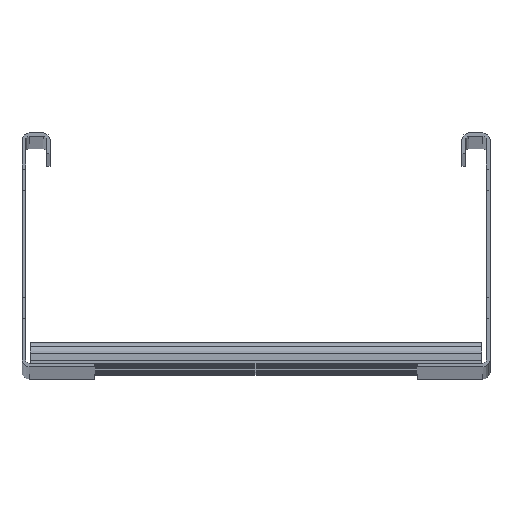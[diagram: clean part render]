
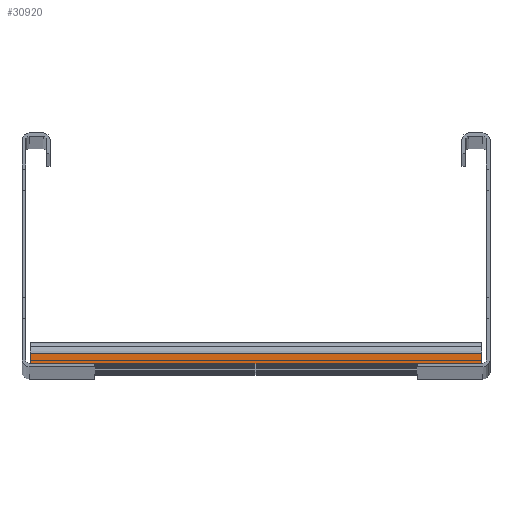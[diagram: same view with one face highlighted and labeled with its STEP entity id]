
A CAD part, top view. The second image highlights one B-rep face of the part: STEP entity #30920.
In plain terms, the highlighted planar face has unit normal (0, 0, 1).
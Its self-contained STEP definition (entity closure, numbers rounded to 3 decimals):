
#2191=DIRECTION('',(1.,0.,0.));
#2192=VECTOR('',#2191,27.5);
#2193=CARTESIAN_POINT('',(69.,-48.5,1367.5));
#2194=LINE('',#2193,#2192);
#3127=DIRECTION('',(-1.,0.,0.));
#3128=VECTOR('',#3127,27.5);
#3129=CARTESIAN_POINT('',(-69.,-48.5,1367.5));
#3130=LINE('',#3129,#3128);
#9323=DIRECTION('',(1.,0.,0.));
#9324=VECTOR('',#9323,138.);
#9325=CARTESIAN_POINT('',(-69.,-48.5,1367.5));
#9326=LINE('',#9325,#9324);
#9327=DIRECTION('',(1.,0.,0.));
#9328=VECTOR('',#9327,193.);
#9329=CARTESIAN_POINT('',(-96.5,-44.,1367.5));
#9330=LINE('',#9329,#9328);
#9387=DIRECTION('',(0.,-1.,0.));
#9388=VECTOR('',#9387,4.5);
#9389=CARTESIAN_POINT('',(-96.5,-44.,1367.5));
#9390=LINE('',#9389,#9388);
#9395=DIRECTION('',(0.,-1.,0.));
#9396=VECTOR('',#9395,4.5);
#9397=CARTESIAN_POINT('',(96.5,-44.,1367.5));
#9398=LINE('',#9397,#9396);
#15033=CARTESIAN_POINT('',(-96.5,-48.5,1367.5));
#15035=VERTEX_POINT('',#15033);
#19019=CARTESIAN_POINT('',(96.5,-48.5,1367.5));
#19021=VERTEX_POINT('',#19019);
#19111=CARTESIAN_POINT('',(-96.5,-44.,1367.5));
#19112=VERTEX_POINT('',#19111);
#19131=CARTESIAN_POINT('',(96.5,-44.,1367.5));
#19132=VERTEX_POINT('',#19131);
#19141=CARTESIAN_POINT('',(-69.,-48.5,1367.5));
#19143=VERTEX_POINT('',#19141);
#19155=CARTESIAN_POINT('',(69.,-48.5,1367.5));
#19157=VERTEX_POINT('',#19155);
#30904=CARTESIAN_POINT('',(-96.5,-44.,1367.5));
#30905=DIRECTION('',(0.,0.,1.));
#30906=DIRECTION('',(0.,-1.,0.));
#30907=AXIS2_PLACEMENT_3D('',#30904,#30905,#30906);
#30908=PLANE('',#30907);
#30909=ORIENTED_EDGE('',*,*,#21791,.T.);
#30911=ORIENTED_EDGE('',*,*,#30910,.F.);
#30913=ORIENTED_EDGE('',*,*,#30912,.T.);
#30915=ORIENTED_EDGE('',*,*,#30914,.T.);
#30916=ORIENTED_EDGE('',*,*,#21320,.F.);
#30917=ORIENTED_EDGE('',*,*,#30896,.F.);
#30918=EDGE_LOOP('',(#30909,#30911,#30913,#30915,#30916,#30917));
#30919=FACE_OUTER_BOUND('',#30918,.F.);
#30920=ADVANCED_FACE('',(#30919),#30908,.T.);
#21320=EDGE_CURVE('',#19157,#19021,#2194,.T.);
#21791=EDGE_CURVE('',#19143,#15035,#3130,.T.);
#30896=EDGE_CURVE('',#19143,#19157,#9326,.T.);
#30910=EDGE_CURVE('',#19112,#15035,#9390,.T.);
#30912=EDGE_CURVE('',#19112,#19132,#9330,.T.);
#30914=EDGE_CURVE('',#19132,#19021,#9398,.T.);
